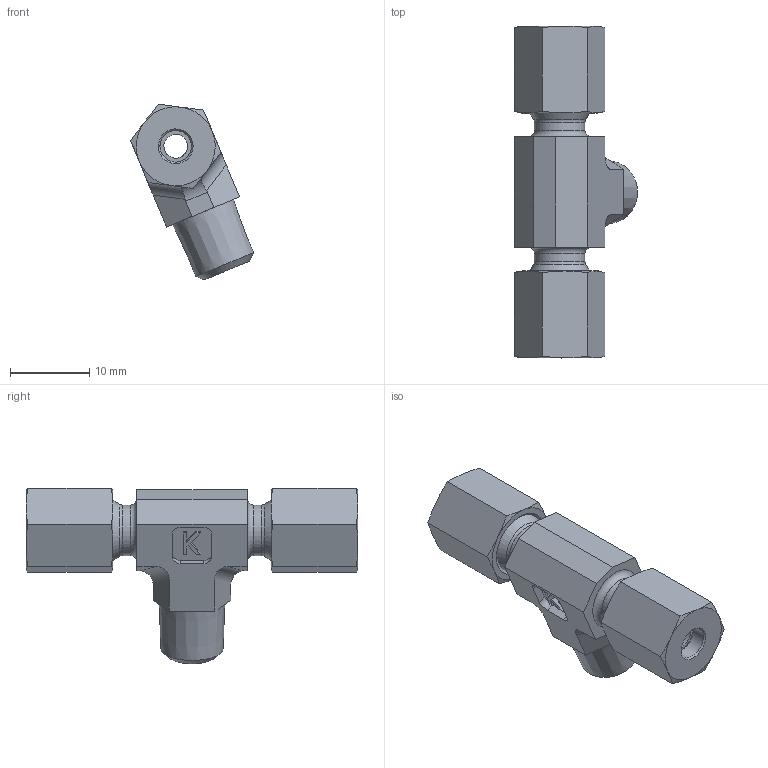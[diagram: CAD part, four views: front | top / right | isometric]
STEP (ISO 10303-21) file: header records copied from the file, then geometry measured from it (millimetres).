
FILE_DESCRIPTION((''),'2;1');
FILE_NAME('27001040808.stp','2014-08-21T15:22:56',(''),('KNOMI spol. s r. o.'),'Autodesk Inventor 2012','Autodesk Inventor 2012','');
FILE_SCHEMA(('AUTOMOTIVE_DESIGN { 1 2 10303 214 0 1 1 1 }'));
Length unit declared in the file: millimetre
Products named in the file (4): THCM1K 4LLMkuž M8x1K/M8x1; 26001040808; 3900408; 40004
Assembly tree (5 placements, depth 2):
  THCM1K 4LLMkuž M8x1K/M8x1
    26001040808
    3900408  x2
    40004  x2
Bounding box: 15.57 x 42 x 22.23 mm (x, y, z)
Volume: 3544.3 mm3; surface area: 3635.6 mm2
Topology: 5 solids, 5 shells, 144 faces, 344 edges, 221 vertices
Faces by surface type: plane 63, cone 47, cylinder 28, torus 6
Full cylindrical faces by diameter (mm): 3 x1, 3.5 x1, 4 x6, 4.9 x2, 5.5 x2, 6.4 x2, 6.917 x2, 8 x2
Entity records: 3293 total; most frequent: CARTESIAN_POINT 631, DIRECTION 517, ORIENTED_EDGE 444, EDGE_CURVE 222, AXIS2_PLACEMENT_3D 199, VERTEX_POINT 158, EDGE_LOOP 158, VECTOR 119
